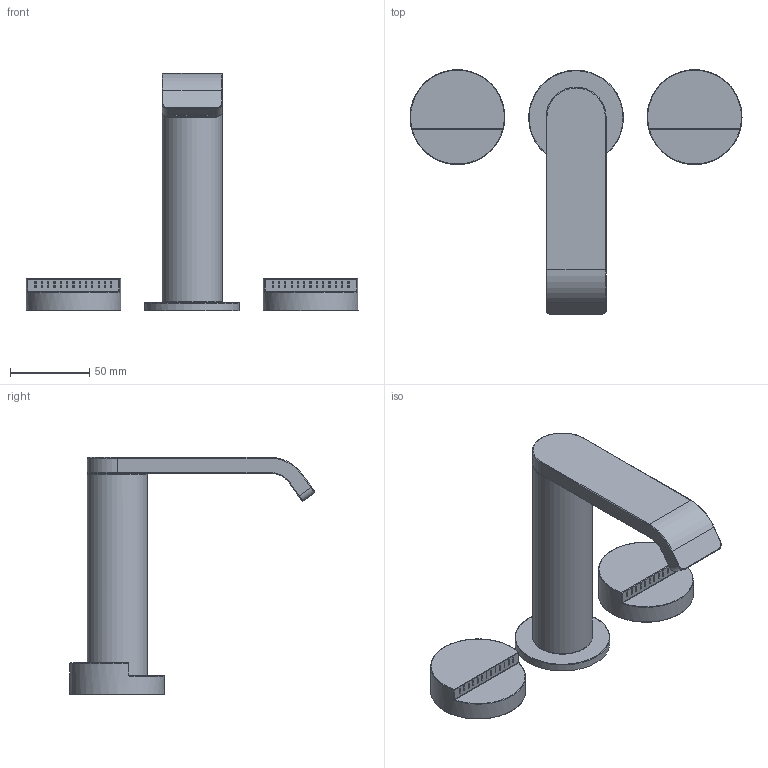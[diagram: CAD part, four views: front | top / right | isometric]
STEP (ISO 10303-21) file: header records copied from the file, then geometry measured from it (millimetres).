
FILE_DESCRIPTION(/* description */ (''),/* implementation_level */ '2;1');
FILE_NAME(/* name */ 'TVZ10600100061_Set.step',/* time_stamp */ '2023-01-19T17:28:26+01:00',/* author */ (''),/* organization */ (''),/* preprocessor_version */ 'ST-DEVELOPER v19.2',/* originating_system */ 'Autodesk Translation Framework v11.17.0.187',/* authorisation */ '');
FILE_SCHEMA (('AUTOMOTIVE_DESIGN { 1 0 10303 214 3 1 1 }'));
Length unit declared in the file: millimetre
Products named in the file (14): (Nicht gespeichert); B; Komponente31 (1); B (1); Komponente31 (1) (1); A; Komponente34; Komponente31; 16002330_AF0_ASM; 03000234_AF1; Komponente32; Komponente33; 16002331_AF0_ASM; 03000234_AF0
Assembly tree (13 placements, depth 4):
  (Nicht gespeichert)
    B
      Komponente31 (1)
    B (1)
      Komponente31 (1) (1)
    A
      Komponente34
      Komponente31
      16002330_AF0_ASM
        03000234_AF1
      Komponente32
      Komponente33
      16002331_AF0_ASM
        03000234_AF0
Bounding box: 210 x 155.44 x 150 mm (x, y, z)
Volume: 314246.6 mm3; surface area: 59673 mm2
Topology: 8 solids, 8 shells, 610 faces, 1382 edges, 812 vertices
Faces by surface type: cylinder 229, plane 171, torus 130, sphere 58, cone 17, bspline 5
Full cylindrical faces by diameter (mm): 3.9 x2, 6.5 x2, 30 x1, 32 x1, 38 x1, 60 x3
Entity records: 19723 total; most frequent: CARTESIAN_POINT 5577, DIRECTION 3148, ORIENTED_EDGE 2754, EDGE_CURVE 1377, AXIS2_PLACEMENT_3D 1276, VERTEX_POINT 812, CIRCLE 644, EDGE_LOOP 639
